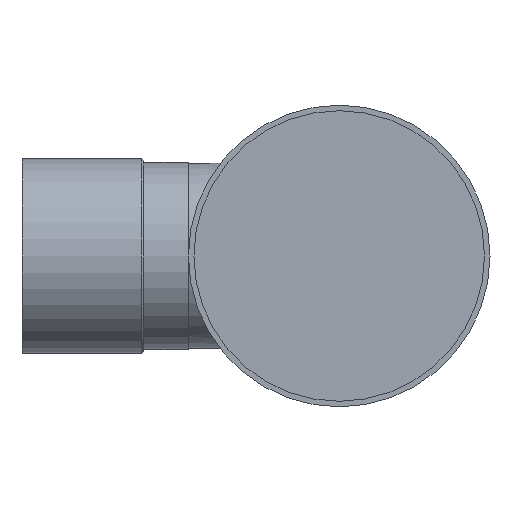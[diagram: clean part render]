
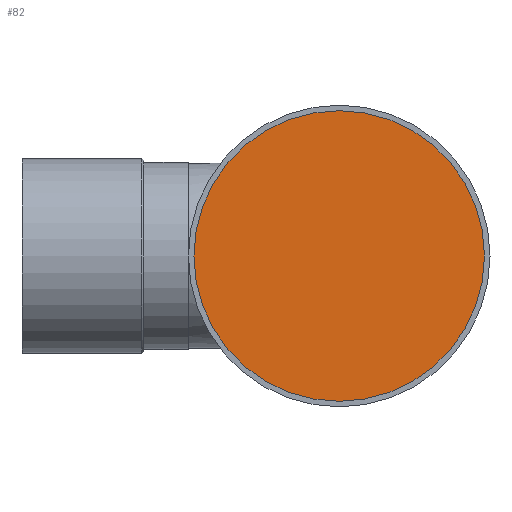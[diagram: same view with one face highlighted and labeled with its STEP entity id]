
A CAD part, front view. The second image highlights one B-rep face of the part: STEP entity #82.
In plain terms, the highlighted planar face has unit normal (0, -1, 0).
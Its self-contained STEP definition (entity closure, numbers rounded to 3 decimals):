
#82 = ADVANCED_FACE( '', ( #178 ), #179, .F. );
#178 = FACE_OUTER_BOUND( '', #271, .T. );
#179 = PLANE( '', #272 );
#271 = EDGE_LOOP( '', ( #394 ) );
#272 = AXIS2_PLACEMENT_3D( '', #395, #396, #397 );
#394 = ORIENTED_EDGE( '', *, *, #451, .F. );
#395 = CARTESIAN_POINT( '', ( 0., -117., 0. ) );
#396 = DIRECTION( '', ( 0., 1., 0. ) );
#397 = DIRECTION( '', ( 0., 0., 1. ) );
#451 = EDGE_CURVE( '', #513, #513, #514, .T. );
#513 = VERTEX_POINT( '', #714 );
#514 = CIRCLE( '', #715, 69.85 );
#714 = CARTESIAN_POINT( '', ( 0., -117., 69.85 ) );
#715 = AXIS2_PLACEMENT_3D( '', #778, #779, #780 );
#778 = CARTESIAN_POINT( '', ( 0., -117., 0. ) );
#779 = DIRECTION( '', ( 0., 1., 0. ) );
#780 = DIRECTION( '', ( 0., 0., 1. ) );
